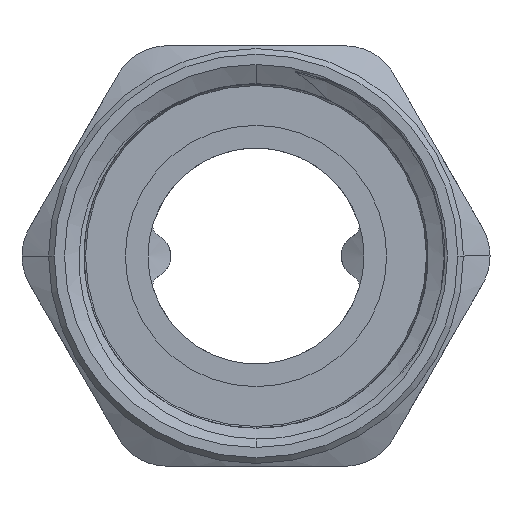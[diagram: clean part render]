
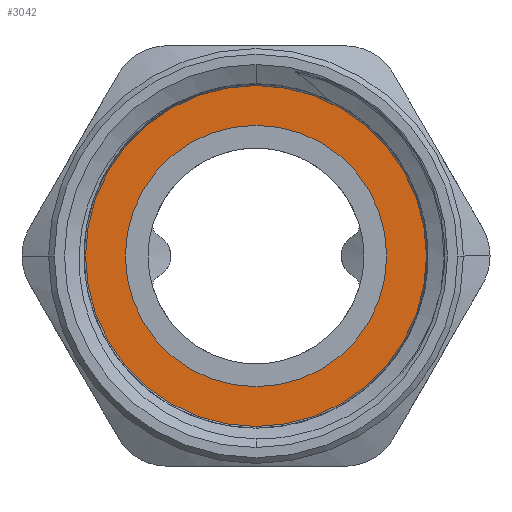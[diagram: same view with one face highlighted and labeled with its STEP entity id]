
A CAD part, left-side view. The second image highlights one B-rep face of the part: STEP entity #3042.
In plain terms, the highlighted face is planar.
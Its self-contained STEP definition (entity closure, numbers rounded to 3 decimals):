
#2943=CARTESIAN_POINT('',(0.,0.,0.));
#2944=DIRECTION('',(0.,1.,0.));
#2945=DIRECTION('',(-1.,0.,0.));
#2946=AXIS2_PLACEMENT_3D('',#2943,#2944,#2945);
#2948=CARTESIAN_POINT('',(0.,0.,0.));
#2949=DIRECTION('',(0.,-1.,0.));
#2950=DIRECTION('',(-1.,0.,0.));
#2951=AXIS2_PLACEMENT_3D('',#2948,#2949,#2950);
#2953=CARTESIAN_POINT('',(0.,0.,0.));
#2954=DIRECTION('',(0.,-1.,0.));
#2955=DIRECTION('',(-1.,0.,0.));
#2956=AXIS2_PLACEMENT_3D('',#2953,#2954,#2955);
#2966=CARTESIAN_POINT('',(0.,0.,0.));
#2967=DIRECTION('',(0.,1.,0.));
#2968=DIRECTION('',(-1.,0.,0.));
#2969=AXIS2_PLACEMENT_3D('',#2966,#2967,#2968);
#2982=CARTESIAN_POINT('',(-11.5,0.,0.));
#2984=VERTEX_POINT('',#2982);
#2985=CARTESIAN_POINT('',(-15.,0.,0.));
#2987=VERTEX_POINT('',#2985);
#2990=CARTESIAN_POINT('',(11.5,0.,0.));
#2992=VERTEX_POINT('',#2990);
#2993=CARTESIAN_POINT('',(15.,0.,0.));
#2995=VERTEX_POINT('',#2993);
#3027=CARTESIAN_POINT('',(0.,0.,0.));
#3028=DIRECTION('',(0.,-1.,0.));
#3029=DIRECTION('',(1.,0.,0.));
#3030=AXIS2_PLACEMENT_3D('',#3027,#3028,#3029);
#3031=PLANE('',#3030);
#3033=ORIENTED_EDGE('',*,*,#3032,.F.);
#3035=ORIENTED_EDGE('',*,*,#3034,.T.);
#3036=EDGE_LOOP('',(#3033,#3035));
#3037=FACE_OUTER_BOUND('',#3036,.F.);
#3038=ORIENTED_EDGE('',*,*,#3019,.F.);
#3039=ORIENTED_EDGE('',*,*,#3008,.T.);
#3040=EDGE_LOOP('',(#3038,#3039));
#3041=FACE_BOUND('',#3040,.F.);
#3042=ADVANCED_FACE('',(#3037,#3041),#3031,.T.);
#2947=CIRCLE('',#2946,11.5);
#2952=CIRCLE('',#2951,11.5);
#2957=CIRCLE('',#2956,15.);
#2970=CIRCLE('',#2969,15.);
#3008=EDGE_CURVE('',#2984,#2992,#2952,.T.);
#3019=EDGE_CURVE('',#2984,#2992,#2947,.T.);
#3032=EDGE_CURVE('',#2987,#2995,#2957,.T.);
#3034=EDGE_CURVE('',#2987,#2995,#2970,.T.);
